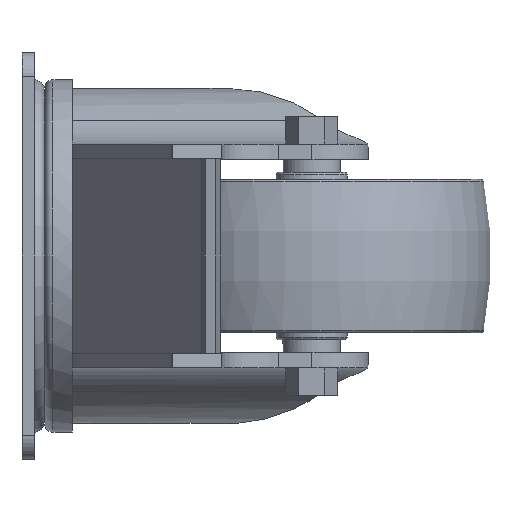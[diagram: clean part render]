
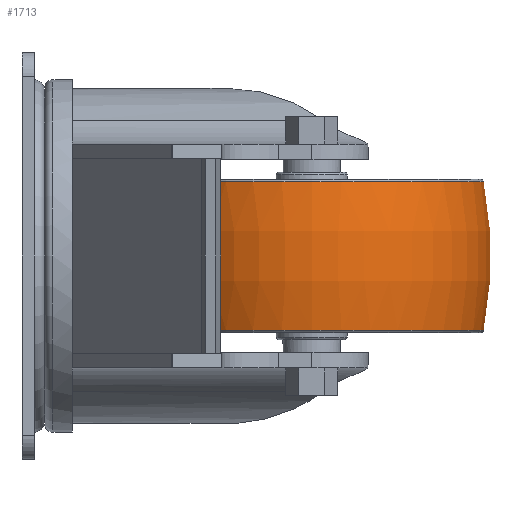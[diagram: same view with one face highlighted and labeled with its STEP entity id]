
A CAD part, left-side view. The second image highlights one B-rep face of the part: STEP entity #1713.
In plain terms, the highlighted toroidal (fillet/blend) face has major radius 37.5 mm and minor radius 75 mm.
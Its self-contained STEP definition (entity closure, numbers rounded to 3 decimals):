
#20=DEGENERATE_TOROIDAL_SURFACE('',#1903,37.5,75.,
 .F.);
#830=ORIENTED_EDGE('',*,*,#1072,.T.);
#831=ORIENTED_EDGE('',*,*,#1071,.F.);
#1071=EDGE_CURVE('',#1237,#1237,#1308,.T.);
#1072=EDGE_CURVE('',#1238,#1238,#1309,.T.);
#1237=VERTEX_POINT('',#2949);
#1238=VERTEX_POINT('',#2952);
#1308=CIRCLE('',#1902,35.883);
#1309=CIRCLE('',#1904,35.883);
#1439=EDGE_LOOP('',(#830));
#1440=EDGE_LOOP('',(#831));
#1580=FACE_BOUND('',#1439,.T.);
#1581=FACE_BOUND('',#1440,.T.);
#1713=ADVANCED_FACE('',(#1580,#1581),#20,.F.);
#1902=AXIS2_PLACEMENT_3D('',#2948,#2389,#2390);
#1903=AXIS2_PLACEMENT_3D('',#2950,#2391,#2392);
#1904=AXIS2_PLACEMENT_3D('',#2951,#2393,#2394);
#2389=DIRECTION('',(0.,0.,-1.));
#2390=DIRECTION('',(-1.,0.,0.));
#2391=DIRECTION('',(0.,0.,-1.));
#2392=DIRECTION('',(-1.,0.,0.));
#2393=DIRECTION('',(0.,0.,-1.));
#2394=DIRECTION('',(-1.,0.,0.));
#2948=CARTESIAN_POINT('',(0.,0.,-15.492));
#2949=CARTESIAN_POINT('',(-35.883,0.,-15.492));
#2950=CARTESIAN_POINT('',(0.,0.,0.));
#2951=CARTESIAN_POINT('',(0.,0.,15.492));
#2952=CARTESIAN_POINT('',(-35.883,0.,15.492));
